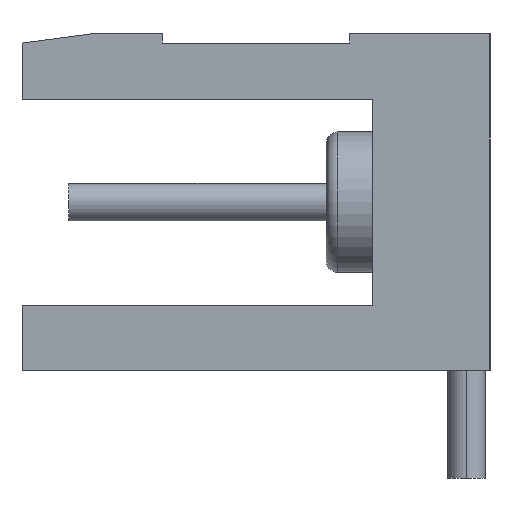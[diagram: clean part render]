
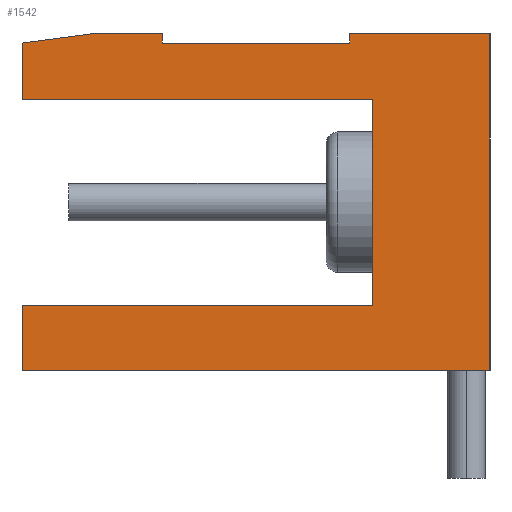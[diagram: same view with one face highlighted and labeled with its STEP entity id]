
A CAD part, left-side view. The second image highlights one B-rep face of the part: STEP entity #1542.
In plain terms, the highlighted planar face has unit normal (-1, 0, 0).
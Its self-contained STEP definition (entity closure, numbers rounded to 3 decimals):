
#38 = LINE ( 'NONE', #2074, #1354 ) ;
#39 = LINE ( 'NONE', #2080, #1369 ) ;
#54 = LINE ( 'NONE', #1803, #1332 ) ;
#65 = LINE ( 'NONE', #1832, #1310 ) ;
#101 = LINE ( 'NONE', #2062, #1314 ) ;
#124 = LINE ( 'NONE', #2176, #500 ) ;
#141 = LINE ( 'NONE', #1764, #354 ) ;
#146 = LINE ( 'NONE', #1760, #316 ) ;
#184 = LINE ( 'NONE', #1815, #1349 ) ;
#204 = EDGE_CURVE ( 'NONE', #838, #855, #146, .T. ) ;
#206 = EDGE_CURVE ( 'NONE', #853, #838, #141, .T. ) ;
#256 = EDGE_CURVE ( 'NONE', #843, #853, #54, .T. ) ;
#263 = EDGE_CURVE ( 'NONE', #852, #851, #184, .T. ) ;
#284 = EDGE_CURVE ( 'NONE', #890, #851, #39, .T. ) ;
#286 = EDGE_CURVE ( 'NONE', #850, #855, #38, .T. ) ;
#291 = EDGE_CURVE ( 'NONE', #850, #852, #101, .T. ) ;
#316 = VECTOR ( 'NONE', #1756, 1000. ) ;
#354 = VECTOR ( 'NONE', #1757, 1000. ) ;
#370 = LINE ( 'NONE', #2351, #578 ) ;
#403 = LINE ( 'NONE', #2380, #597 ) ;
#424 = LINE ( 'NONE', #2303, #555 ) ;
#437 = LINE ( 'NONE', #2359, #584 ) ;
#500 = VECTOR ( 'NONE', #2177, 1000. ) ;
#555 = VECTOR ( 'NONE', #2304, 1000. ) ;
#578 = VECTOR ( 'NONE', #2352, 1000. ) ;
#584 = VECTOR ( 'NONE', #2360, 1000. ) ;
#597 = VECTOR ( 'NONE', #2381, 1000. ) ;
#660 = AXIS2_PLACEMENT_3D ( 'NONE', #2579, #2580, #2581 ) ;
#763 = VERTEX_POINT ( 'NONE', #2005 ) ;
#773 = VERTEX_POINT ( 'NONE', #1996 ) ;
#838 = VERTEX_POINT ( 'NONE', #1936 ) ;
#839 = VERTEX_POINT ( 'NONE', #1926 ) ;
#843 = VERTEX_POINT ( 'NONE', #1932 ) ;
#850 = VERTEX_POINT ( 'NONE', #1919 ) ;
#851 = VERTEX_POINT ( 'NONE', #1925 ) ;
#852 = VERTEX_POINT ( 'NONE', #1924 ) ;
#853 = VERTEX_POINT ( 'NONE', #1923 ) ;
#855 = VERTEX_POINT ( 'NONE', #1921 ) ;
#880 = VERTEX_POINT ( 'NONE', #1892 ) ;
#885 = VERTEX_POINT ( 'NONE', #1894 ) ;
#890 = VERTEX_POINT ( 'NONE', #1884 ) ;
#895 = ORIENTED_EDGE ( 'NONE', *, *, #1504, .T. ) ;
#896 = ORIENTED_EDGE ( 'NONE', *, *, #1430, .T. ) ;
#897 = ORIENTED_EDGE ( 'NONE', *, *, #1472, .F. ) ;
#898 = ORIENTED_EDGE ( 'NONE', *, *, #1492, .T. ) ;
#1134 = EDGE_LOOP ( 'NONE', ( #897, #896, #895, #898, #1216, #1215, #1214, #1212, #1213, #1211, #1210, #1209, #1208 ) ) ;
#1208 = ORIENTED_EDGE ( 'NONE', *, *, #284, .F. ) ;
#1209 = ORIENTED_EDGE ( 'NONE', *, *, #263, .T. ) ;
#1210 = ORIENTED_EDGE ( 'NONE', *, *, #291, .T. ) ;
#1211 = ORIENTED_EDGE ( 'NONE', *, *, #286, .F. ) ;
#1212 = ORIENTED_EDGE ( 'NONE', *, *, #206, .T. ) ;
#1213 = ORIENTED_EDGE ( 'NONE', *, *, #204, .T. ) ;
#1214 = ORIENTED_EDGE ( 'NONE', *, *, #256, .T. ) ;
#1215 = ORIENTED_EDGE ( 'NONE', *, *, #1496, .F. ) ;
#1216 = ORIENTED_EDGE ( 'NONE', *, *, #1408, .F. ) ;
#1310 = VECTOR ( 'NONE', #1831, 1000. ) ;
#1314 = VECTOR ( 'NONE', #2061, 1000. ) ;
#1332 = VECTOR ( 'NONE', #1801, 1000. ) ;
#1349 = VECTOR ( 'NONE', #1730, 1000. ) ;
#1354 = VECTOR ( 'NONE', #2073, 1000. ) ;
#1369 = VECTOR ( 'NONE', #2078, 1000. ) ;
#1408 = EDGE_CURVE ( 'NONE', #880, #763, #65, .T. ) ;
#1430 = EDGE_CURVE ( 'NONE', #773, #885, #124, .T. ) ;
#1472 = EDGE_CURVE ( 'NONE', #773, #890, #424, .T. ) ;
#1492 = EDGE_CURVE ( 'NONE', #839, #763, #370, .T. ) ;
#1496 = EDGE_CURVE ( 'NONE', #843, #880, #437, .T. ) ;
#1504 = EDGE_CURVE ( 'NONE', #885, #839, #403, .T. ) ;
#1542 = ADVANCED_FACE ( 'NONE', ( #2789 ), #2578, .F. ) ;
#1730 = DIRECTION ( 'NONE',  ( 0., 0., -1. ) ) ;
#1756 = DIRECTION ( 'NONE',  ( 0., 0., 1. ) ) ;
#1757 = DIRECTION ( 'NONE',  ( 0., 1., 0. ) ) ;
#1760 = CARTESIAN_POINT ( 'NONE',  ( 0., 7., 7. ) ) ;
#1764 = CARTESIAN_POINT ( 'NONE',  ( 0., 3., 7. ) ) ;
#1801 = DIRECTION ( 'NONE',  ( 0., 0., -1. ) ) ;
#1803 = CARTESIAN_POINT ( 'NONE',  ( 0., 3., 8.177 ) ) ;
#1815 = CARTESIAN_POINT ( 'NONE',  ( 0., 10., 7.2 ) ) ;
#1831 = DIRECTION ( 'NONE',  ( 0., 0., -1. ) ) ;
#1832 = CARTESIAN_POINT ( 'NONE',  ( 0., 0., 7.2 ) ) ;
#1884 = CARTESIAN_POINT ( 'NONE',  ( 0., 2.5, 5.8 ) ) ;
#1892 = CARTESIAN_POINT ( 'NONE',  ( 0., 0., 7.2 ) ) ;
#1894 = CARTESIAN_POINT ( 'NONE',  ( 0., 10., 1.4 ) ) ;
#1919 = CARTESIAN_POINT ( 'NONE',  ( 0., 8.5, 7.2 ) ) ;
#1921 = CARTESIAN_POINT ( 'NONE',  ( 0., 7., 7.2 ) ) ;
#1923 = CARTESIAN_POINT ( 'NONE',  ( 0., 3., 7. ) ) ;
#1924 = CARTESIAN_POINT ( 'NONE',  ( 0., 10., 7. ) ) ;
#1925 = CARTESIAN_POINT ( 'NONE',  ( 0., 10., 5.8 ) ) ;
#1926 = CARTESIAN_POINT ( 'NONE',  ( 0., 10., 0. ) ) ;
#1932 = CARTESIAN_POINT ( 'NONE',  ( 0., 3., 7.2 ) ) ;
#1936 = CARTESIAN_POINT ( 'NONE',  ( 0., 7., 7. ) ) ;
#1996 = CARTESIAN_POINT ( 'NONE',  ( 0., 2.5, 1.4 ) ) ;
#2005 = CARTESIAN_POINT ( 'NONE',  ( 0., 0., 0. ) ) ;
#2061 = DIRECTION ( 'NONE',  ( 0., 0.991, -0.132 ) ) ;
#2062 = CARTESIAN_POINT ( 'NONE',  ( 0., 10., 7. ) ) ;
#2073 = DIRECTION ( 'NONE',  ( 0., -1., 0. ) ) ;
#2074 = CARTESIAN_POINT ( 'NONE',  ( 0., 10., 7.2 ) ) ;
#2078 = DIRECTION ( 'NONE',  ( 0., 1., 0. ) ) ;
#2080 = CARTESIAN_POINT ( 'NONE',  ( 0., 2.5, 5.8 ) ) ;
#2176 = CARTESIAN_POINT ( 'NONE',  ( 0., 2.5, 1.4 ) ) ;
#2177 = DIRECTION ( 'NONE',  ( 0., 1., 0. ) ) ;
#2303 = CARTESIAN_POINT ( 'NONE',  ( 0., 2.5, 3.5 ) ) ;
#2304 = DIRECTION ( 'NONE',  ( 0., 0., 1. ) ) ;
#2351 = CARTESIAN_POINT ( 'NONE',  ( 0., 10., 0. ) ) ;
#2352 = DIRECTION ( 'NONE',  ( 0., -1., 0. ) ) ;
#2359 = CARTESIAN_POINT ( 'NONE',  ( 0., 10., 7.2 ) ) ;
#2360 = DIRECTION ( 'NONE',  ( 0., -1., 0. ) ) ;
#2380 = CARTESIAN_POINT ( 'NONE',  ( 0., 10., 7.2 ) ) ;
#2381 = DIRECTION ( 'NONE',  ( 0., 0., -1. ) ) ;
#2578 = PLANE ( 'NONE',  #660 ) ;
#2579 = CARTESIAN_POINT ( 'NONE',  ( 0., 10., 7.2 ) ) ;
#2580 = DIRECTION ( 'NONE',  ( 1., 0., 0. ) ) ;
#2581 = DIRECTION ( 'NONE',  ( 0., 1., 0. ) ) ;
#2789 = FACE_OUTER_BOUND ( 'NONE', #1134, .T. ) ;
